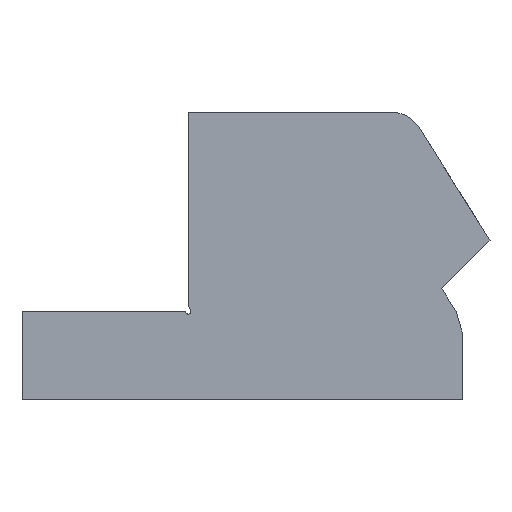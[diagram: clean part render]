
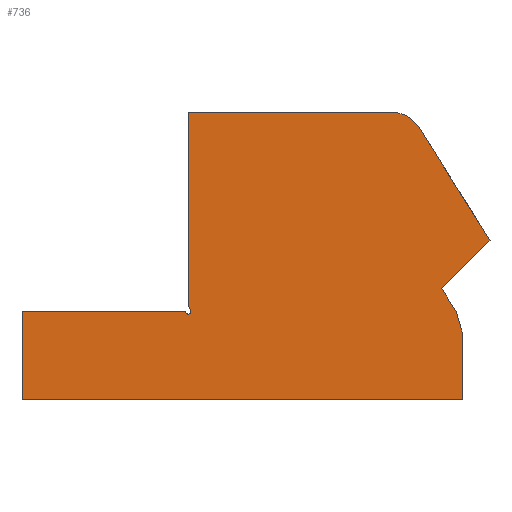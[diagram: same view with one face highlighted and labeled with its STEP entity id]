
A CAD part, front view. The second image highlights one B-rep face of the part: STEP entity #736.
In plain terms, the highlighted planar face has unit normal (0, -1, 0).
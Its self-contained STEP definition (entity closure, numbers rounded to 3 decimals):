
#25=CIRCLE('',#785,0.25);
#27=CIRCLE('',#791,3.);
#77=FACE_OUTER_BOUND('',#117,.T.);
#117=EDGE_LOOP('',(#554,#555,#556,#557,#558,#559,#560,#561,#562,#563,#564,
#565,#566));
#170=LINE('',#1132,#249);
#185=LINE('',#1169,#264);
#189=LINE('',#1175,#268);
#190=LINE('',#1178,#269);
#191=LINE('',#1180,#270);
#192=LINE('',#1182,#271);
#193=LINE('',#1184,#272);
#194=LINE('',#1185,#273);
#195=LINE('',#1187,#274);
#196=LINE('',#1191,#275);
#197=LINE('',#1192,#276);
#249=VECTOR('',#867,10.);
#264=VECTOR('',#894,10.);
#268=VECTOR('',#900,10.);
#269=VECTOR('',#903,10.);
#270=VECTOR('',#904,10.);
#271=VECTOR('',#905,10.);
#272=VECTOR('',#906,10.);
#273=VECTOR('',#907,10.);
#274=VECTOR('',#908,10.);
#275=VECTOR('',#911,10.);
#276=VECTOR('',#912,10.);
#326=VERTEX_POINT('',#1130);
#327=VERTEX_POINT('',#1131);
#331=VERTEX_POINT('',#1141);
#342=VERTEX_POINT('',#1167);
#343=VERTEX_POINT('',#1168);
#344=VERTEX_POINT('',#1173);
#345=VERTEX_POINT('',#1177);
#346=VERTEX_POINT('',#1179);
#347=VERTEX_POINT('',#1181);
#348=VERTEX_POINT('',#1183);
#349=VERTEX_POINT('',#1186);
#350=VERTEX_POINT('',#1188);
#351=VERTEX_POINT('',#1190);
#404=EDGE_CURVE('',#326,#327,#170,.T.);
#410=EDGE_CURVE('',#326,#331,#25,.T.);
#422=EDGE_CURVE('',#342,#343,#185,.T.);
#426=EDGE_CURVE('',#342,#344,#189,.T.);
#427=EDGE_CURVE('',#345,#331,#190,.T.);
#428=EDGE_CURVE('',#346,#345,#191,.T.);
#429=EDGE_CURVE('',#346,#347,#192,.F.);
#430=EDGE_CURVE('',#347,#348,#193,.T.);
#431=EDGE_CURVE('',#343,#348,#194,.T.);
#432=EDGE_CURVE('',#349,#344,#195,.T.);
#433=EDGE_CURVE('',#350,#349,#27,.T.);
#434=EDGE_CURVE('',#351,#350,#196,.T.);
#435=EDGE_CURVE('',#327,#351,#197,.T.);
#554=ORIENTED_EDGE('',*,*,#404,.F.);
#555=ORIENTED_EDGE('',*,*,#410,.T.);
#556=ORIENTED_EDGE('',*,*,#427,.F.);
#557=ORIENTED_EDGE('',*,*,#428,.F.);
#558=ORIENTED_EDGE('',*,*,#429,.T.);
#559=ORIENTED_EDGE('',*,*,#430,.T.);
#560=ORIENTED_EDGE('',*,*,#431,.F.);
#561=ORIENTED_EDGE('',*,*,#422,.F.);
#562=ORIENTED_EDGE('',*,*,#426,.T.);
#563=ORIENTED_EDGE('',*,*,#432,.F.);
#564=ORIENTED_EDGE('',*,*,#433,.F.);
#565=ORIENTED_EDGE('',*,*,#434,.F.);
#566=ORIENTED_EDGE('',*,*,#435,.F.);
#705=PLANE('',#790);
#736=ADVANCED_FACE('',(#77),#705,.F.);
#785=AXIS2_PLACEMENT_3D('',#1143,#876,#877);
#790=AXIS2_PLACEMENT_3D('',#1176,#901,#902);
#791=AXIS2_PLACEMENT_3D('',#1189,#909,#910);
#867=DIRECTION('',(-0.5,0.,0.866));
#876=DIRECTION('center_axis',(0.,1.,0.));
#877=DIRECTION('ref_axis',(1.,0.,0.));
#894=DIRECTION('',(0.531,0.,-0.847));
#900=DIRECTION('',(0.707,0.,0.707));
#901=DIRECTION('center_axis',(0.,1.,0.));
#902=DIRECTION('ref_axis',(-1.,0.,0.));
#903=DIRECTION('',(1.,0.,0.));
#904=DIRECTION('',(0.,0.,1.));
#905=DIRECTION('',(-1.,0.,0.));
#906=DIRECTION('',(0.,0.,1.));
#907=DIRECTION('',(0.277,0.,-0.961));
#908=DIRECTION('',(0.531,0.,-0.847));
#909=DIRECTION('center_axis',(0.,1.,0.));
#910=DIRECTION('ref_axis',(0.484,0.,0.875));
#911=DIRECTION('',(1.,0.,0.));
#912=DIRECTION('',(0.,0.,1.));
#1130=CARTESIAN_POINT('',(123.617,-4.,304.159));
#1131=CARTESIAN_POINT('',(123.4,-4.,304.534));
#1132=CARTESIAN_POINT('',(123.37,-4.,304.585));
#1141=CARTESIAN_POINT('',(123.15,-4.,304.034));
#1143=CARTESIAN_POINT('Origin',(123.4,-4.,304.034));
#1167=CARTESIAN_POINT('',(146.32,-4.,306.073));
#1168=CARTESIAN_POINT('',(147.618,-4.,304.004));
#1169=CARTESIAN_POINT('',(143.407,-4.,310.715));
#1173=CARTESIAN_POINT('',(150.673,-4.,310.425));
#1175=CARTESIAN_POINT('',(143.194,-4.,302.949));
#1176=CARTESIAN_POINT('Origin',(130.509,-4.,309.025));
#1177=CARTESIAN_POINT('',(108.4,-4.,304.034));
#1178=CARTESIAN_POINT('',(119.455,-4.,304.034));
#1179=CARTESIAN_POINT('',(108.4,-4.,296.034));
#1180=CARTESIAN_POINT('',(108.4,-4.,302.529));
#1181=CARTESIAN_POINT('',(148.15,-4.,296.034));
#1182=CARTESIAN_POINT('',(141.564,-4.,296.034));
#1183=CARTESIAN_POINT('',(148.15,-4.,302.157));
#1184=CARTESIAN_POINT('',(148.15,-4.,302.529));
#1185=CARTESIAN_POINT('',(146.43,-4.,308.134));
#1186=CARTESIAN_POINT('',(144.282,-4.,320.611));
#1187=CARTESIAN_POINT('',(144.504,-4.,320.257));
#1188=CARTESIAN_POINT('',(141.741,-4.,322.017));
#1189=CARTESIAN_POINT('Origin',(141.741,-4.,319.017));
#1190=CARTESIAN_POINT('',(123.4,-4.,322.017));
#1191=CARTESIAN_POINT('',(126.955,-4.,322.017));
#1192=CARTESIAN_POINT('',(123.4,-4.,306.529));
